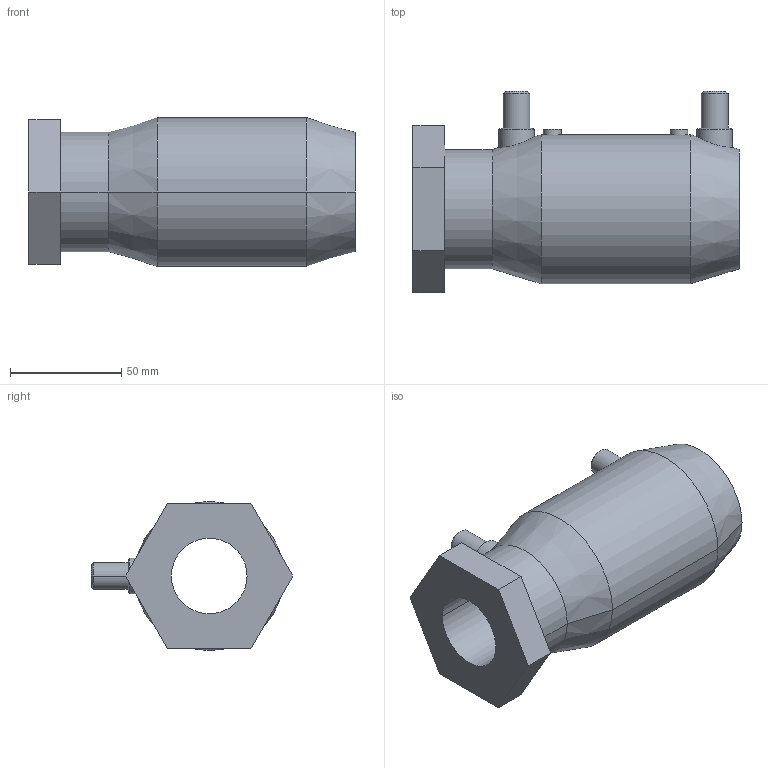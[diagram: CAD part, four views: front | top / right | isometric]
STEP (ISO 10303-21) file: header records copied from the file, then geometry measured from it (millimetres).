
FILE_DESCRIPTION( ( '' ), '1' );
FILE_NAME( 'MEBLO-A 050-R050.stp', '2015-08-31T14:25:52', ( '' ), ( '' ), ' ', ' ', ' ' );
FILE_SCHEMA( ( 'automotive_design' ) );
Length unit declared in the file: millimetre
Products named in the file (1): 1
Bounding box: 146.62 x 90.53 x 67 mm (x, y, z)
Volume: 248639.1 mm3; surface area: 58268.4 mm2
Topology: 1 solids, 1 shells, 65 faces, 142 edges, 86 vertices
Faces by surface type: cylinder 30, plane 19, cone 16
Entity records: 3702 total; most frequent: CARTESIAN_POINT 562, DIRECTION 324, STYLED_ITEM 294, PRESENTATION_STYLE_ASSIGNMENT 294, COLOUR_RGB 294, ORIENTED_EDGE 284, EDGE_CURVE 142, CURVE_STYLE 142
